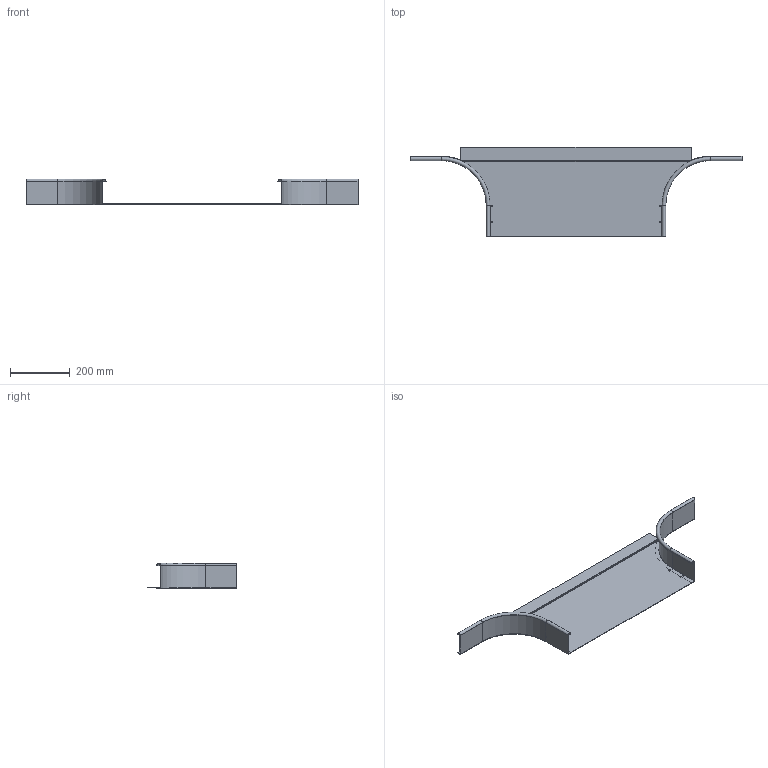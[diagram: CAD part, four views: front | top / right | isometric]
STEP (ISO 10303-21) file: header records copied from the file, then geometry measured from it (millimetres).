
FILE_DESCRIPTION (( 'STEP AP214' ), '1' );
FILE_NAME ('7002572_KSTP1.stp', '2018-04-21T06:01:51', ( '' ), ( '' ), 'SwSTEP 2.0', 'SolidWorks 2016', '' );
FILE_SCHEMA (( 'AUTOMOTIVE_DESIGN' ));
Length unit declared in the file: millimetre
Products named in the file (4): KTS 06.152-014_Holmprofil; KTS 06.152-013_Holmprofil; KTS 06.129-012_Bodenblech R=150 NB=600; 7002572_KSTP1
Assembly tree (3 placements, depth 2):
  7002572_KSTP1
    KTS 06.129-012_Bodenblech R=150 NB=600
    KTS 06.152-013_Holmprofil
    KTS 06.152-014_Holmprofil
Bounding box: 1110 x 300 x 85.5 mm (x, y, z)
Volume: 420208.6 mm3; surface area: 600249.8 mm2
Topology: 3 solids, 3 shells, 104 faces, 254 edges, 156 vertices
Faces by surface type: plane 64, cylinder 32, torus 8
Entity records: 3160 total; most frequent: DIRECTION 542, CARTESIAN_POINT 520, ORIENTED_EDGE 508, EDGE_CURVE 254, LINE 186, VECTOR 186, AXIS2_PLACEMENT_3D 178, VERTEX_POINT 156
